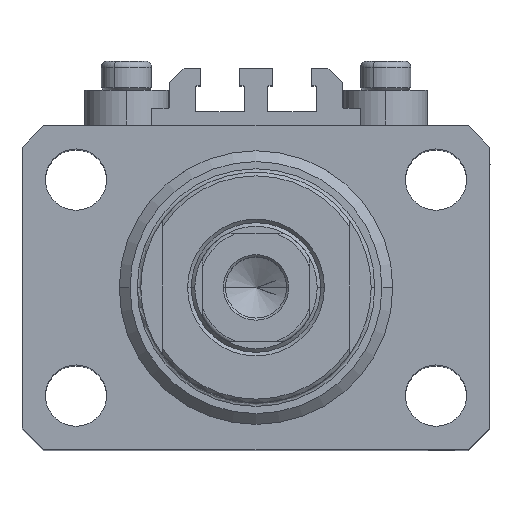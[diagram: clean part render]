
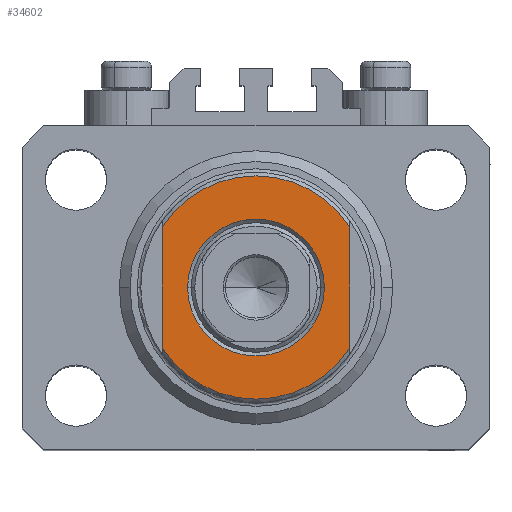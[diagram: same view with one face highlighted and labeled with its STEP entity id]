
A CAD part, top view. The second image highlights one B-rep face of the part: STEP entity #34602.
In plain terms, the highlighted face is planar.
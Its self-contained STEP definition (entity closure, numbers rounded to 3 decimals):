
#541 = ORIENTED_EDGE ( 'NONE', *, *, #47430, .T. ) ;
#585 = DIRECTION ( 'NONE',  ( 0., 0., -1. ) ) ;
#1756 = CIRCLE ( 'NONE', #21634, 9.5 ) ;
#2417 = DIRECTION ( 'NONE',  ( 0., 0., -1. ) ) ;
#4482 = EDGE_CURVE ( 'NONE', #37896, #40404, #15566, .T. ) ;
#5251 = EDGE_CURVE ( 'NONE', #8026, #27085, #1756, .T. ) ;
#6836 = EDGE_CURVE ( 'NONE', #16901, #40404, #18372, .T. ) ;
#8022 = DIRECTION ( 'NONE',  ( -1., 0., 0. ) ) ;
#8026 = VERTEX_POINT ( 'NONE', #35097 ) ;
#8790 = ORIENTED_EDGE ( 'NONE', *, *, #19837, .T. ) ;
#9613 = FACE_OUTER_BOUND ( 'NONE', #45436, .T. ) ;
#10013 = DIRECTION ( 'NONE',  ( -1., 0., 0. ) ) ;
#10496 = VECTOR ( 'NONE', #11534, 1000. ) ;
#10906 = AXIS2_PLACEMENT_3D ( 'NONE', #33458, #585, #8022 ) ;
#11534 = DIRECTION ( 'NONE',  ( 0., -1., 0. ) ) ;
#11938 = CARTESIAN_POINT ( 'NONE',  ( 0., 0., -6.5 ) ) ;
#14090 = CARTESIAN_POINT ( 'NONE',  ( 13., -8.441, -6.5 ) ) ;
#15141 = LINE ( 'NONE', #36478, #10496 ) ;
#15566 = CIRCLE ( 'NONE', #10906, 15.5 ) ;
#16441 = AXIS2_PLACEMENT_3D ( 'NONE', #17466, #31862, #10013 ) ;
#16829 = DIRECTION ( 'NONE',  ( 0., 0., 1. ) ) ;
#16830 = AXIS2_PLACEMENT_3D ( 'NONE', #35289, #2417, #31453 ) ;
#16901 = VERTEX_POINT ( 'NONE', #31469 ) ;
#17300 = CARTESIAN_POINT ( 'NONE',  ( 0., 0., -6.5 ) ) ;
#17466 = CARTESIAN_POINT ( 'NONE',  ( 0., 0., -6.5 ) ) ;
#17946 = CIRCLE ( 'NONE', #16441, 15.5 ) ;
#18372 = LINE ( 'NONE', #29409, #26342 ) ;
#19837 = EDGE_CURVE ( 'NONE', #41797, #37896, #15141, .T. ) ;
#20417 = PLANE ( 'NONE',  #16830 ) ;
#21634 = AXIS2_PLACEMENT_3D ( 'NONE', #17300, #16829, #24723 ) ;
#22981 = DIRECTION ( 'NONE',  ( 0., 0., 1. ) ) ;
#23050 = ORIENTED_EDGE ( 'NONE', *, *, #5251, .T. ) ;
#23492 = AXIS2_PLACEMENT_3D ( 'NONE', #11938, #22981, #37614 ) ;
#23791 = CARTESIAN_POINT ( 'NONE',  ( 9.5, 0., -6.5 ) ) ;
#24723 = DIRECTION ( 'NONE',  ( -1., 0., 0. ) ) ;
#26342 = VECTOR ( 'NONE', #36847, 1000. ) ;
#27085 = VERTEX_POINT ( 'NONE', #23791 ) ;
#29409 = CARTESIAN_POINT ( 'NONE',  ( -13., -43.081, -6.5 ) ) ;
#29753 = EDGE_LOOP ( 'NONE', ( #23050, #541 ) ) ;
#31453 = DIRECTION ( 'NONE',  ( -1., 0., 0. ) ) ;
#31469 = CARTESIAN_POINT ( 'NONE',  ( -13., 8.441, -6.5 ) ) ;
#31554 = EDGE_CURVE ( 'NONE', #16901, #41797, #17946, .T. ) ;
#31862 = DIRECTION ( 'NONE',  ( 0., 0., -1. ) ) ;
#31928 = CIRCLE ( 'NONE', #23492, 9.5 ) ;
#33154 = ORIENTED_EDGE ( 'NONE', *, *, #4482, .T. ) ;
#33458 = CARTESIAN_POINT ( 'NONE',  ( 0., 0., -6.5 ) ) ;
#34602 = ADVANCED_FACE ( 'NONE', ( #46331, #9613 ), #20417, .T. ) ;
#35097 = CARTESIAN_POINT ( 'NONE',  ( -9.5, 0., -6.5 ) ) ;
#35289 = CARTESIAN_POINT ( 'NONE',  ( 0., 0., -6.5 ) ) ;
#36478 = CARTESIAN_POINT ( 'NONE',  ( 13., -43.081, -6.5 ) ) ;
#36847 = DIRECTION ( 'NONE',  ( 0., -1., 0. ) ) ;
#37614 = DIRECTION ( 'NONE',  ( -1., 0., 0. ) ) ;
#37755 = CARTESIAN_POINT ( 'NONE',  ( -13., -8.441, -6.5 ) ) ;
#37896 = VERTEX_POINT ( 'NONE', #14090 ) ;
#40404 = VERTEX_POINT ( 'NONE', #37755 ) ;
#41023 = ORIENTED_EDGE ( 'NONE', *, *, #6836, .F. ) ;
#41797 = VERTEX_POINT ( 'NONE', #46115 ) ;
#45436 = EDGE_LOOP ( 'NONE', ( #46551, #8790, #33154, #41023 ) ) ;
#46115 = CARTESIAN_POINT ( 'NONE',  ( 13., 8.441, -6.5 ) ) ;
#46331 = FACE_BOUND ( 'NONE', #29753, .T. ) ;
#46551 = ORIENTED_EDGE ( 'NONE', *, *, #31554, .T. ) ;
#47430 = EDGE_CURVE ( 'NONE', #27085, #8026, #31928, .T. ) ;
